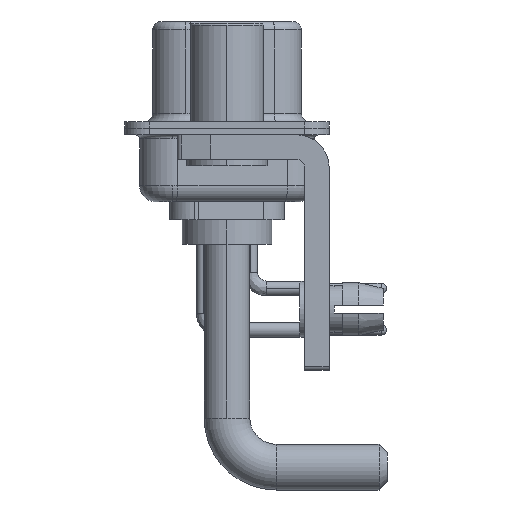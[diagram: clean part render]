
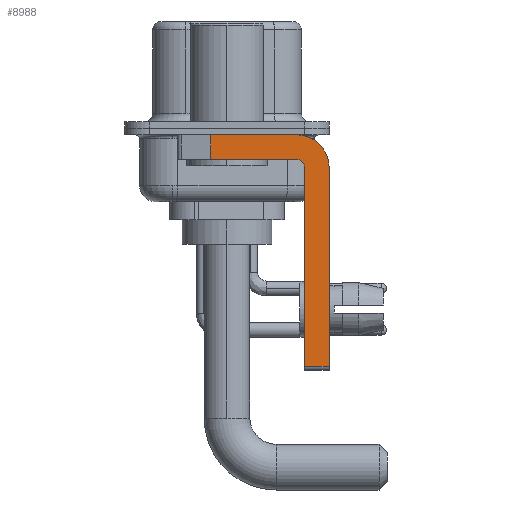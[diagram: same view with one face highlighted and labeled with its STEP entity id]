
A CAD part, left-side view. The second image highlights one B-rep face of the part: STEP entity #8988.
In plain terms, the highlighted planar face has unit normal (-1, 0, 0).
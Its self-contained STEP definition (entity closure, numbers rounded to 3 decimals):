
#980 = CARTESIAN_POINT ( 'NONE',  ( -2.9, 0.978, -1.9 ) ) ;
#1575 = VERTEX_POINT ( 'NONE', #24864 ) ;
#1814 = FACE_OUTER_BOUND ( 'NONE', #20129, .T. ) ;
#3434 = LINE ( 'NONE', #980, #23778 ) ;
#4390 = CIRCLE ( 'NONE', #11761, 0.5 ) ;
#4418 = DIRECTION ( 'NONE',  ( 0., 0., -1. ) ) ;
#5135 = ORIENTED_EDGE ( 'NONE', *, *, #5605, .F. ) ;
#5605 = EDGE_CURVE ( 'NONE', #10248, #13340, #18115, .T. ) ;
#5854 = DIRECTION ( 'NONE',  ( 0., 0., 1. ) ) ;
#6859 = VERTEX_POINT ( 'NONE', #29044 ) ;
#7128 = VERTEX_POINT ( 'NONE', #24056 ) ;
#7221 = EDGE_CURVE ( 'NONE', #9504, #23114, #17320, .T. ) ;
#7965 = VECTOR ( 'NONE', #10456, 1000. ) ;
#8449 = DIRECTION ( 'NONE',  ( 1., 0., 0. ) ) ;
#8693 = CARTESIAN_POINT ( 'NONE',  ( -2.9, -6.25, -14.55 ) ) ;
#8988 = ADVANCED_FACE ( 'NONE', ( #1814 ), #13490, .F. ) ;
#9377 = LINE ( 'NONE', #16402, #14340 ) ;
#9504 = VERTEX_POINT ( 'NONE', #24360 ) ;
#9948 = VECTOR ( 'NONE', #25300, 1000. ) ;
#10248 = VERTEX_POINT ( 'NONE', #20957 ) ;
#10456 = DIRECTION ( 'NONE',  ( 0., 0., 1. ) ) ;
#10633 = CARTESIAN_POINT ( 'NONE',  ( -2.9, -4.25, -2.4 ) ) ;
#10997 = EDGE_CURVE ( 'NONE', #7128, #15111, #11373, .T. ) ;
#11105 = EDGE_CURVE ( 'NONE', #9504, #13340, #9377, .T. ) ;
#11232 = CARTESIAN_POINT ( 'NONE',  ( -2.9, 3., -0.4 ) ) ;
#11373 = LINE ( 'NONE', #11232, #9948 ) ;
#11564 = ORIENTED_EDGE ( 'NONE', *, *, #28766, .F. ) ;
#11761 = AXIS2_PLACEMENT_3D ( 'NONE', #28674, #17313, #5854 ) ;
#13340 = VERTEX_POINT ( 'NONE', #8693 ) ;
#13486 = ORIENTED_EDGE ( 'NONE', *, *, #14189, .T. ) ;
#13490 = PLANE ( 'NONE',  #15394 ) ;
#14159 = DIRECTION ( 'NONE',  ( 0., 0., -1. ) ) ;
#14189 = EDGE_CURVE ( 'NONE', #7128, #6859, #3434, .T. ) ;
#14340 = VECTOR ( 'NONE', #25135, 1000. ) ;
#14686 = CARTESIAN_POINT ( 'NONE',  ( -2.9, -4.25, -1.9 ) ) ;
#14872 = AXIS2_PLACEMENT_3D ( 'NONE', #10633, #8449, #19929 ) ;
#15111 = VERTEX_POINT ( 'NONE', #19978 ) ;
#15394 = AXIS2_PLACEMENT_3D ( 'NONE', #17901, #20033, #4418 ) ;
#15803 = VECTOR ( 'NONE', #17582, 1000. ) ;
#16282 = ORIENTED_EDGE ( 'NONE', *, *, #10997, .F. ) ;
#16402 = CARTESIAN_POINT ( 'NONE',  ( -2.9, -4.25, -14.55 ) ) ;
#17313 = DIRECTION ( 'NONE',  ( -1., 0., 0. ) ) ;
#17320 = LINE ( 'NONE', #19924, #7965 ) ;
#17582 = DIRECTION ( 'NONE',  ( 0., 1., 0. ) ) ;
#17901 = CARTESIAN_POINT ( 'NONE',  ( -2.9, -4.25, -2.4 ) ) ;
#18115 = LINE ( 'NONE', #20561, #29477 ) ;
#19184 = EDGE_CURVE ( 'NONE', #15111, #10248, #22691, .T. ) ;
#19924 = CARTESIAN_POINT ( 'NONE',  ( -2.9, -4.75, -14.8 ) ) ;
#19929 = DIRECTION ( 'NONE',  ( 0., 0., -1. ) ) ;
#19978 = CARTESIAN_POINT ( 'NONE',  ( -2.9, -4.25, -0.4 ) ) ;
#20033 = DIRECTION ( 'NONE',  ( 1., 0., 0. ) ) ;
#20129 = EDGE_LOOP ( 'NONE', ( #16282, #13486, #11564, #22906, #26444, #21495, #5135, #29299 ) ) ;
#20561 = CARTESIAN_POINT ( 'NONE',  ( -2.9, -6.25, -2.4 ) ) ;
#20957 = CARTESIAN_POINT ( 'NONE',  ( -2.9, -6.25, -2.4 ) ) ;
#21495 = ORIENTED_EDGE ( 'NONE', *, *, #11105, .T. ) ;
#22691 = CIRCLE ( 'NONE', #14872, 2. ) ;
#22906 = ORIENTED_EDGE ( 'NONE', *, *, #26552, .F. ) ;
#23114 = VERTEX_POINT ( 'NONE', #26879 ) ;
#23778 = VECTOR ( 'NONE', #26749, 1000. ) ;
#24056 = CARTESIAN_POINT ( 'NONE',  ( -2.9, 0.978, -0.4 ) ) ;
#24360 = CARTESIAN_POINT ( 'NONE',  ( -2.9, -4.75, -14.55 ) ) ;
#24864 = CARTESIAN_POINT ( 'NONE',  ( -2.9, -4.25, -1.9 ) ) ;
#25135 = DIRECTION ( 'NONE',  ( 0., -1., 0. ) ) ;
#25300 = DIRECTION ( 'NONE',  ( 0., -1., 0. ) ) ;
#26444 = ORIENTED_EDGE ( 'NONE', *, *, #7221, .F. ) ;
#26463 = LINE ( 'NONE', #14686, #15803 ) ;
#26552 = EDGE_CURVE ( 'NONE', #23114, #1575, #4390, .T. ) ;
#26749 = DIRECTION ( 'NONE',  ( 0., 0., -1. ) ) ;
#26879 = CARTESIAN_POINT ( 'NONE',  ( -2.9, -4.75, -2.4 ) ) ;
#28674 = CARTESIAN_POINT ( 'NONE',  ( -2.9, -4.25, -2.4 ) ) ;
#28766 = EDGE_CURVE ( 'NONE', #1575, #6859, #26463, .T. ) ;
#29044 = CARTESIAN_POINT ( 'NONE',  ( -2.9, 0.978, -1.9 ) ) ;
#29299 = ORIENTED_EDGE ( 'NONE', *, *, #19184, .F. ) ;
#29477 = VECTOR ( 'NONE', #14159, 1000. ) ;
